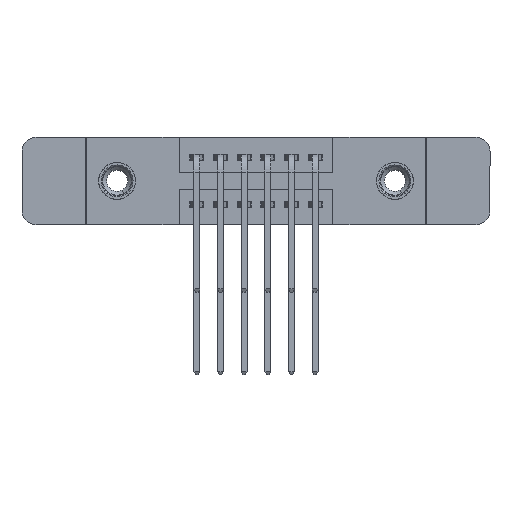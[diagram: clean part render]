
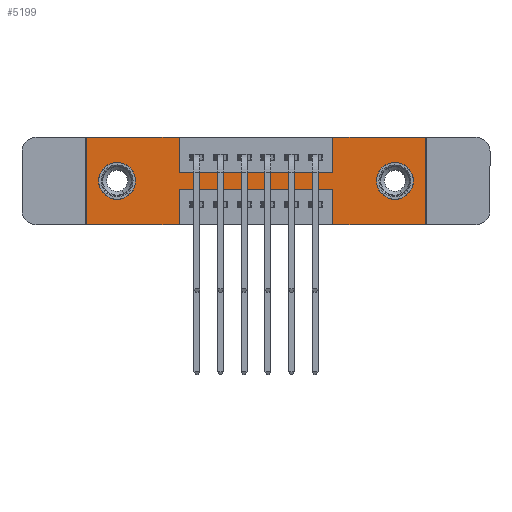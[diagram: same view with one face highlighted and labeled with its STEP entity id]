
A CAD part, front view. The second image highlights one B-rep face of the part: STEP entity #5199.
In plain terms, the highlighted planar face has unit normal (0, -1, 0).
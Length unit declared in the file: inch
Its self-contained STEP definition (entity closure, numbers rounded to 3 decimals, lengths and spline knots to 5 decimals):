
#36 = ORIENTED_EDGE ( 'NONE', *, *, #11399, .F. ) ;
#99 = LINE ( 'NONE', #16113, #6177 ) ;
#374 = DIRECTION ( 'NONE',  ( 0., 0., -1. ) ) ;
#508 = VECTOR ( 'NONE', #4828, 39.37008 ) ;
#630 = PLANE ( 'NONE',  #12833 ) ;
#775 = VERTEX_POINT ( 'NONE', #5533 ) ;
#827 = CARTESIAN_POINT ( 'NONE',  ( 1.0425, 0., -0.37 ) ) ;
#913 = CARTESIAN_POINT ( 'NONE',  ( 0.3925, 0., -0.15 ) ) ;
#975 = VECTOR ( 'NONE', #14013, 39.37008 ) ;
#1267 = CARTESIAN_POINT ( 'NONE',  ( 0., 0., 0. ) ) ;
#1405 = VERTEX_POINT ( 'NONE', #12219 ) ;
#1487 = VERTEX_POINT ( 'NONE', #913 ) ;
#1602 = LINE ( 'NONE', #5951, #4665 ) ;
#1659 = LINE ( 'NONE', #12479, #8062 ) ;
#1707 = CARTESIAN_POINT ( 'NONE',  ( 0.3925, 0., -0.22 ) ) ;
#1820 = CARTESIAN_POINT ( 'NONE',  ( 0.13, 0., -0.107 ) ) ;
#1944 = DIRECTION ( 'NONE',  ( 0., -1., 0. ) ) ;
#1954 = VERTEX_POINT ( 'NONE', #4605 ) ;
#1994 = VECTOR ( 'NONE', #9528, 39.37008 ) ;
#2478 = DIRECTION ( 'NONE',  ( -1., 0., 0. ) ) ;
#2812 = VECTOR ( 'NONE', #9063, 39.37008 ) ;
#2959 = ORIENTED_EDGE ( 'NONE', *, *, #16289, .F. ) ;
#2960 = ORIENTED_EDGE ( 'NONE', *, *, #13991, .F. ) ;
#3269 = DIRECTION ( 'NONE',  ( -1., 0., 0. ) ) ;
#3415 = AXIS2_PLACEMENT_3D ( 'NONE', #14585, #7071, #15804 ) ;
#3562 = LINE ( 'NONE', #827, #6545 ) ;
#3578 = EDGE_LOOP ( 'NONE', ( #12151, #8070 ) ) ;
#3596 = DIRECTION ( 'NONE',  ( 0., 0., -1. ) ) ;
#3690 = EDGE_CURVE ( 'NONE', #1487, #1405, #1602, .T. ) ;
#3906 = DIRECTION ( 'NONE',  ( 0., 0., 1. ) ) ;
#3954 = EDGE_CURVE ( 'NONE', #15200, #14701, #4857, .T. ) ;
#4117 = CARTESIAN_POINT ( 'NONE',  ( 0.3925, 0., -0.37 ) ) ;
#4164 = CARTESIAN_POINT ( 'NONE',  ( 0., 0., 0. ) ) ;
#4270 = ORIENTED_EDGE ( 'NONE', *, *, #8708, .F. ) ;
#4398 = AXIS2_PLACEMENT_3D ( 'NONE', #4925, #13722, #6184 ) ;
#4563 = CARTESIAN_POINT ( 'NONE',  ( 0., 0., -0.37 ) ) ;
#4605 = CARTESIAN_POINT ( 'NONE',  ( 0.13, 0., -0.263 ) ) ;
#4665 = VECTOR ( 'NONE', #12218, 39.37008 ) ;
#4671 = CARTESIAN_POINT ( 'NONE',  ( 0.3925, 0., 0. ) ) ;
#4828 = DIRECTION ( 'NONE',  ( 0., 0., 1. ) ) ;
#4857 = LINE ( 'NONE', #7709, #975 ) ;
#4925 = CARTESIAN_POINT ( 'NONE',  ( 1.305, 0., -0.185 ) ) ;
#5075 = EDGE_CURVE ( 'NONE', #775, #6723, #5635, .T. ) ;
#5199 = ADVANCED_FACE ( 'NONE', ( #10332, #13309, #9948 ), #630, .T. ) ;
#5379 = ORIENTED_EDGE ( 'NONE', *, *, #15537, .F. ) ;
#5425 = LINE ( 'NONE', #5803, #1994 ) ;
#5533 = CARTESIAN_POINT ( 'NONE',  ( 1.305, 0., -0.263 ) ) ;
#5635 = CIRCLE ( 'NONE', #4398, 0.078 ) ;
#5803 = CARTESIAN_POINT ( 'NONE',  ( 0., 0., 0. ) ) ;
#5943 = CARTESIAN_POINT ( 'NONE',  ( 1.0425, 0., -0.22 ) ) ;
#5951 = CARTESIAN_POINT ( 'NONE',  ( 0.3925, 0., -0.15 ) ) ;
#6067 = LINE ( 'NONE', #13241, #12350 ) ;
#6177 = VECTOR ( 'NONE', #3596, 39.37008 ) ;
#6184 = DIRECTION ( 'NONE',  ( 0., 0., -1. ) ) ;
#6225 = LINE ( 'NONE', #4117, #2812 ) ;
#6339 = AXIS2_PLACEMENT_3D ( 'NONE', #14765, #7260, #15995 ) ;
#6340 = CARTESIAN_POINT ( 'NONE',  ( 0.3925, 0., -0.22 ) ) ;
#6545 = VECTOR ( 'NONE', #11018, 39.37008 ) ;
#6719 = VECTOR ( 'NONE', #3269, 39.37008 ) ;
#6723 = VERTEX_POINT ( 'NONE', #16301 ) ;
#6923 = CARTESIAN_POINT ( 'NONE',  ( 1.435, 0., -0.37 ) ) ;
#7062 = VERTEX_POINT ( 'NONE', #4671 ) ;
#7070 = VERTEX_POINT ( 'NONE', #5943 ) ;
#7071 = DIRECTION ( 'NONE',  ( 0., 1., 0. ) ) ;
#7260 = DIRECTION ( 'NONE',  ( 0., 1., 0. ) ) ;
#7409 = EDGE_CURVE ( 'NONE', #8963, #15200, #6067, .T. ) ;
#7413 = ORIENTED_EDGE ( 'NONE', *, *, #3954, .F. ) ;
#7621 = CIRCLE ( 'NONE', #3415, 0.078 ) ;
#7709 = CARTESIAN_POINT ( 'NONE',  ( 1.435, 0., 0. ) ) ;
#7926 = VERTEX_POINT ( 'NONE', #4164 ) ;
#8062 = VECTOR ( 'NONE', #13748, 39.37008 ) ;
#8064 = DIRECTION ( 'NONE',  ( 0., 1., 0. ) ) ;
#8070 = ORIENTED_EDGE ( 'NONE', *, *, #5075, .T. ) ;
#8093 = LINE ( 'NONE', #1267, #13993 ) ;
#8181 = EDGE_CURVE ( 'NONE', #12183, #1954, #12533, .T. ) ;
#8264 = ORIENTED_EDGE ( 'NONE', *, *, #13649, .T. ) ;
#8708 = EDGE_CURVE ( 'NONE', #7926, #7062, #5425, .T. ) ;
#8963 = VERTEX_POINT ( 'NONE', #12559 ) ;
#9063 = DIRECTION ( 'NONE',  ( 0., 0., -1. ) ) ;
#9337 = ORIENTED_EDGE ( 'NONE', *, *, #10034, .F. ) ;
#9490 = DIRECTION ( 'NONE',  ( 1., 0., 0. ) ) ;
#9528 = DIRECTION ( 'NONE',  ( 1., 0., 0. ) ) ;
#9564 = CARTESIAN_POINT ( 'NONE',  ( 0., 0., -0.37 ) ) ;
#9570 = ORIENTED_EDGE ( 'NONE', *, *, #8181, .T. ) ;
#9901 = LINE ( 'NONE', #13640, #508 ) ;
#9916 = CARTESIAN_POINT ( 'NONE',  ( 1.0425, 0., -0.37 ) ) ;
#9948 = FACE_OUTER_BOUND ( 'NONE', #16348, .T. ) ;
#10012 = EDGE_CURVE ( 'NONE', #1405, #8963, #9901, .T. ) ;
#10034 = EDGE_CURVE ( 'NONE', #7062, #1487, #99, .T. ) ;
#10332 = FACE_BOUND ( 'NONE', #3578, .T. ) ;
#10430 = LINE ( 'NONE', #4563, #6719 ) ;
#10475 = LINE ( 'NONE', #6340, #13840 ) ;
#10732 = VERTEX_POINT ( 'NONE', #16326 ) ;
#10791 = CARTESIAN_POINT ( 'NONE',  ( 1.435, 0., 0. ) ) ;
#10835 = DIRECTION ( 'NONE',  ( 0., 0., -1. ) ) ;
#11018 = DIRECTION ( 'NONE',  ( 0., 0., 1. ) ) ;
#11073 = VERTEX_POINT ( 'NONE', #15881 ) ;
#11332 = ORIENTED_EDGE ( 'NONE', *, *, #11723, .F. ) ;
#11399 = EDGE_CURVE ( 'NONE', #11073, #7926, #8093, .T. ) ;
#11440 = CIRCLE ( 'NONE', #15595, 0.078 ) ;
#11723 = EDGE_CURVE ( 'NONE', #10732, #11073, #10430, .T. ) ;
#12119 = ORIENTED_EDGE ( 'NONE', *, *, #10012, .F. ) ;
#12129 = VERTEX_POINT ( 'NONE', #1707 ) ;
#12151 = ORIENTED_EDGE ( 'NONE', *, *, #16142, .T. ) ;
#12183 = VERTEX_POINT ( 'NONE', #1820 ) ;
#12218 = DIRECTION ( 'NONE',  ( 1., 0., 0. ) ) ;
#12219 = CARTESIAN_POINT ( 'NONE',  ( 1.0425, 0., -0.15 ) ) ;
#12334 = EDGE_CURVE ( 'NONE', #14701, #16367, #1659, .T. ) ;
#12350 = VECTOR ( 'NONE', #9490, 39.37008 ) ;
#12446 = ORIENTED_EDGE ( 'NONE', *, *, #7409, .F. ) ;
#12479 = CARTESIAN_POINT ( 'NONE',  ( 0., 0., -0.37 ) ) ;
#12533 = CIRCLE ( 'NONE', #6339, 0.078 ) ;
#12559 = CARTESIAN_POINT ( 'NONE',  ( 1.0425, 0., 0. ) ) ;
#12833 = AXIS2_PLACEMENT_3D ( 'NONE', #9564, #1944, #10835 ) ;
#13101 = EDGE_LOOP ( 'NONE', ( #9570, #8264 ) ) ;
#13241 = CARTESIAN_POINT ( 'NONE',  ( 0., 0., 0. ) ) ;
#13309 = FACE_BOUND ( 'NONE', #13101, .T. ) ;
#13640 = CARTESIAN_POINT ( 'NONE',  ( 1.0425, 0., 0. ) ) ;
#13649 = EDGE_CURVE ( 'NONE', #1954, #12183, #7621, .T. ) ;
#13722 = DIRECTION ( 'NONE',  ( 0., 1., 0. ) ) ;
#13748 = DIRECTION ( 'NONE',  ( -1., 0., 0. ) ) ;
#13840 = VECTOR ( 'NONE', #2478, 39.37008 ) ;
#13991 = EDGE_CURVE ( 'NONE', #12129, #10732, #6225, .T. ) ;
#13993 = VECTOR ( 'NONE', #3906, 39.37008 ) ;
#14013 = DIRECTION ( 'NONE',  ( 0., 0., -1. ) ) ;
#14585 = CARTESIAN_POINT ( 'NONE',  ( 0.13, 0., -0.185 ) ) ;
#14627 = ORIENTED_EDGE ( 'NONE', *, *, #12334, .F. ) ;
#14701 = VERTEX_POINT ( 'NONE', #6923 ) ;
#14765 = CARTESIAN_POINT ( 'NONE',  ( 0.13, 0., -0.185 ) ) ;
#15200 = VERTEX_POINT ( 'NONE', #10791 ) ;
#15537 = EDGE_CURVE ( 'NONE', #7070, #12129, #10475, .T. ) ;
#15554 = CARTESIAN_POINT ( 'NONE',  ( 1.305, 0., -0.185 ) ) ;
#15595 = AXIS2_PLACEMENT_3D ( 'NONE', #15554, #8064, #374 ) ;
#15804 = DIRECTION ( 'NONE',  ( 0., 0., 1. ) ) ;
#15881 = CARTESIAN_POINT ( 'NONE',  ( 0., 0., -0.37 ) ) ;
#15995 = DIRECTION ( 'NONE',  ( 0., 0., 1. ) ) ;
#16113 = CARTESIAN_POINT ( 'NONE',  ( 0.3925, 0., 0. ) ) ;
#16142 = EDGE_CURVE ( 'NONE', #6723, #775, #11440, .T. ) ;
#16272 = ORIENTED_EDGE ( 'NONE', *, *, #3690, .F. ) ;
#16289 = EDGE_CURVE ( 'NONE', #16367, #7070, #3562, .T. ) ;
#16301 = CARTESIAN_POINT ( 'NONE',  ( 1.305, 0., -0.107 ) ) ;
#16326 = CARTESIAN_POINT ( 'NONE',  ( 0.3925, 0., -0.37 ) ) ;
#16348 = EDGE_LOOP ( 'NONE', ( #2960, #5379, #2959, #14627, #7413, #12446, #12119, #16272, #9337, #4270, #36, #11332 ) ) ;
#16367 = VERTEX_POINT ( 'NONE', #9916 ) ;
